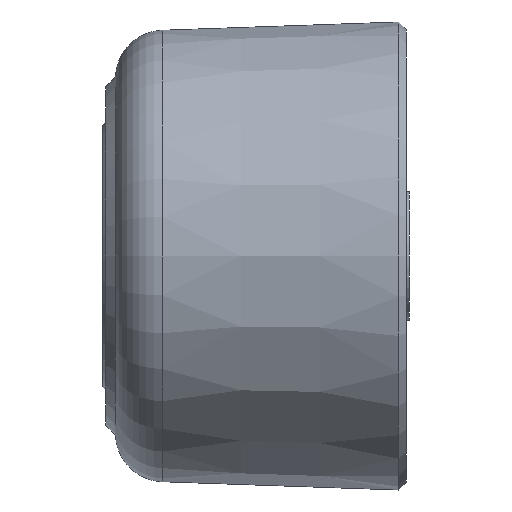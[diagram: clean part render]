
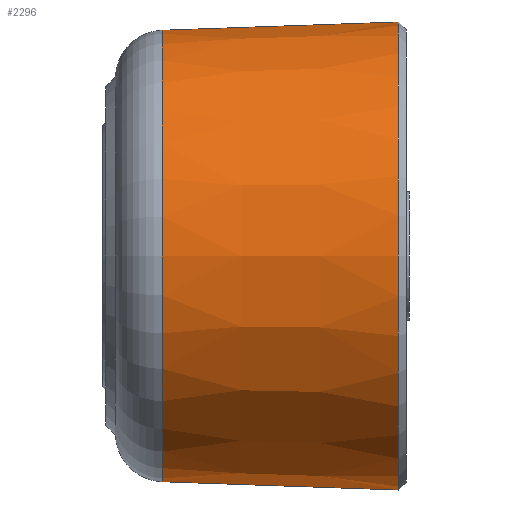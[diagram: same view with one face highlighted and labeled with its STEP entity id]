
A CAD part, left-side view. The second image highlights one B-rep face of the part: STEP entity #2296.
In plain terms, the highlighted conical face has half-angle 2 degrees and reference radius 13.871 mm.
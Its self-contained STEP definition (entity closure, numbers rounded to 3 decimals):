
#424 = EDGE_CURVE ( 'NONE', #3892, #4655, #3135, .T. ) ;
#661 = EDGE_CURVE ( 'NONE', #2446, #4559, #2919, .T. ) ;
#914 = CONICAL_SURFACE ( 'NONE', #2465, 13.871, 0.035 ) ;
#931 = FACE_OUTER_BOUND ( 'NONE', #4346, .T. ) ;
#1294 = CARTESIAN_POINT ( 'NONE',  ( 0., 15.107, 13.972 ) ) ;
#2066 = CARTESIAN_POINT ( 'NONE',  ( 0., 0.483, -14.483 ) ) ;
#2296 = ADVANCED_FACE ( 'NONE', ( #931 ), #914, .T. ) ;
#2446 = VERTEX_POINT ( 'NONE', #2066 ) ;
#2465 = AXIS2_PLACEMENT_3D ( 'NONE', #2520, #2512, #2661 ) ;
#2512 = DIRECTION ( 'NONE',  ( 0., -1., 0. ) ) ;
#2520 = CARTESIAN_POINT ( 'NONE',  ( 0., 18., 0. ) ) ;
#2661 = DIRECTION ( 'NONE',  ( 0., 0., -1. ) ) ;
#2731 = AXIS2_PLACEMENT_3D ( 'NONE', #3546, #3537, #3529 ) ;
#2801 = ORIENTED_EDGE ( 'NONE', *, *, #4293, .F. ) ;
#2804 = ORIENTED_EDGE ( 'NONE', *, *, #424, .T. ) ;
#2816 = ORIENTED_EDGE ( 'NONE', *, *, #4288, .T. ) ;
#2825 = ORIENTED_EDGE ( 'NONE', *, *, #661, .T. ) ;
#2919 = CIRCLE ( 'NONE', #2731, 14.483 ) ;
#2931 = AXIS2_PLACEMENT_3D ( 'NONE', #3990, #3983, #3978 ) ;
#2934 = CARTESIAN_POINT ( 'NONE',  ( 0., 15.107, -13.972 ) ) ;
#3135 = CIRCLE ( 'NONE', #2931, 13.972 ) ;
#3312 = CARTESIAN_POINT ( 'NONE',  ( 0., 0.483, 14.483 ) ) ;
#3529 = DIRECTION ( 'NONE',  ( 0., 0., 1. ) ) ;
#3537 = DIRECTION ( 'NONE',  ( 0., 1., 0. ) ) ;
#3546 = CARTESIAN_POINT ( 'NONE',  ( 0., 0.483, 0. ) ) ;
#3892 = VERTEX_POINT ( 'NONE', #1294 ) ;
#3978 = DIRECTION ( 'NONE',  ( 0., 0., -1. ) ) ;
#3983 = DIRECTION ( 'NONE',  ( 0., -1., 0. ) ) ;
#3990 = CARTESIAN_POINT ( 'NONE',  ( 0., 15.107, 0. ) ) ;
#4100 = DIRECTION ( 'NONE',  ( 0., -0.999, 0.035 ) ) ;
#4126 = DIRECTION ( 'NONE',  ( 0., -0.999, -0.035 ) ) ;
#4135 = CARTESIAN_POINT ( 'NONE',  ( 0., 18., -13.871 ) ) ;
#4168 = VECTOR ( 'NONE', #4100, 1000. ) ;
#4175 = VECTOR ( 'NONE', #4126, 1000. ) ;
#4178 = LINE ( 'NONE', #4254, #4168 ) ;
#4239 = LINE ( 'NONE', #4135, #4175 ) ;
#4254 = CARTESIAN_POINT ( 'NONE',  ( 0., 18., 13.871 ) ) ;
#4288 = EDGE_CURVE ( 'NONE', #4655, #2446, #4239, .T. ) ;
#4293 = EDGE_CURVE ( 'NONE', #3892, #4559, #4178, .T. ) ;
#4346 = EDGE_LOOP ( 'NONE', ( #2801, #2804, #2816, #2825 ) ) ;
#4559 = VERTEX_POINT ( 'NONE', #3312 ) ;
#4655 = VERTEX_POINT ( 'NONE', #2934 ) ;
